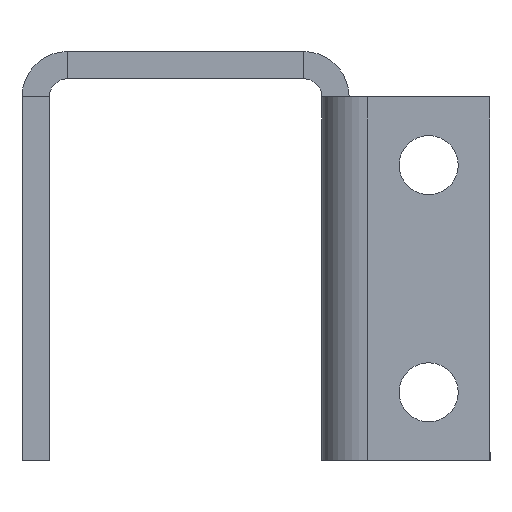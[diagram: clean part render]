
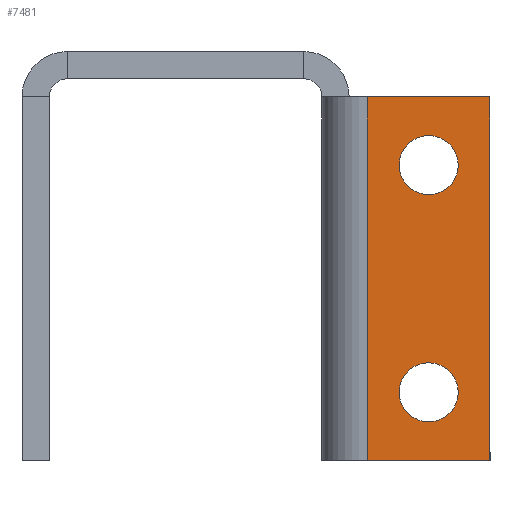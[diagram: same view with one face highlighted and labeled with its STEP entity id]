
A CAD part, left-side view. The second image highlights one B-rep face of the part: STEP entity #7481.
In plain terms, the highlighted planar face has unit normal (-1, 0, 0).
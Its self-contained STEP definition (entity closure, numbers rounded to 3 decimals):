
#24 = VECTOR ( 'NONE', #6567, 1000. ) ;
#272 = PLANE ( 'NONE',  #7919 ) ;
#289 = CARTESIAN_POINT ( 'NONE',  ( -924., -2., -5. ) ) ;
#468 = DIRECTION ( 'NONE',  ( -1., 0., 0. ) ) ;
#591 = AXIS2_PLACEMENT_3D ( 'NONE', #3193, #468, #7869 ) ;
#969 = DIRECTION ( 'NONE',  ( 0., -1., 0. ) ) ;
#1043 = CARTESIAN_POINT ( 'NONE',  ( -924., -8.75, -37.5 ) ) ;
#1059 = CARTESIAN_POINT ( 'NONE',  ( -924., -2., -45. ) ) ;
#1464 = ORIENTED_EDGE ( 'NONE', *, *, #5538, .T. ) ;
#1581 = EDGE_LOOP ( 'NONE', ( #6307, #8641 ) ) ;
#1686 = CARTESIAN_POINT ( 'NONE',  ( -924., -5.5, -37.5 ) ) ;
#1693 = CARTESIAN_POINT ( 'NONE',  ( -924., -15.5, 0. ) ) ;
#1750 = CARTESIAN_POINT ( 'NONE',  ( -924., -12., -37.5 ) ) ;
#1941 = EDGE_LOOP ( 'NONE', ( #5526, #6780 ) ) ;
#1995 = ORIENTED_EDGE ( 'NONE', *, *, #2372, .T. ) ;
#2317 = EDGE_CURVE ( 'NONE', #2635, #4810, #8550, .T. ) ;
#2372 = EDGE_CURVE ( 'NONE', #4810, #2895, #7057, .T. ) ;
#2391 = DIRECTION ( 'NONE',  ( -1., 0., 0. ) ) ;
#2494 = DIRECTION ( 'NONE',  ( 0., 1., 0. ) ) ;
#2529 = EDGE_CURVE ( 'NONE', #3300, #3468, #3552, .T. ) ;
#2635 = VERTEX_POINT ( 'NONE', #1059 ) ;
#2641 = EDGE_CURVE ( 'NONE', #8204, #4490, #8613, .T. ) ;
#2895 = VERTEX_POINT ( 'NONE', #6071 ) ;
#3013 = AXIS2_PLACEMENT_3D ( 'NONE', #1043, #8454, #5097 ) ;
#3016 = EDGE_CURVE ( 'NONE', #3468, #3300, #3558, .T. ) ;
#3141 = VECTOR ( 'NONE', #2494, 1000. ) ;
#3193 = CARTESIAN_POINT ( 'NONE',  ( -924., -8.75, -12.5 ) ) ;
#3223 = CARTESIAN_POINT ( 'NONE',  ( -924., 0., -5. ) ) ;
#3233 = VECTOR ( 'NONE', #5157, 1000. ) ;
#3300 = VERTEX_POINT ( 'NONE', #7279 ) ;
#3468 = VERTEX_POINT ( 'NONE', #7469 ) ;
#3546 = DIRECTION ( 'NONE',  ( 0., 0., -1. ) ) ;
#3552 = CIRCLE ( 'NONE', #5236, 3.25 ) ;
#3558 = CIRCLE ( 'NONE', #591, 3.25 ) ;
#3589 = CARTESIAN_POINT ( 'NONE',  ( -924., -8.75, -12.5 ) ) ;
#3660 = CARTESIAN_POINT ( 'NONE',  ( -924., 0., -45. ) ) ;
#3823 = ORIENTED_EDGE ( 'NONE', *, *, #5962, .F. ) ;
#3888 = CARTESIAN_POINT ( 'NONE',  ( -924., -2., -5. ) ) ;
#4166 = DIRECTION ( 'NONE',  ( 0., -1., 0. ) ) ;
#4301 = VERTEX_POINT ( 'NONE', #289 ) ;
#4459 = CARTESIAN_POINT ( 'NONE',  ( -924., -8.75, -37.5 ) ) ;
#4490 = VERTEX_POINT ( 'NONE', #1686 ) ;
#4672 = AXIS2_PLACEMENT_3D ( 'NONE', #4459, #2391, #969 ) ;
#4810 = VERTEX_POINT ( 'NONE', #7452 ) ;
#4868 = FACE_BOUND ( 'NONE', #1941, .T. ) ;
#4954 = FACE_OUTER_BOUND ( 'NONE', #6215, .T. ) ;
#5097 = DIRECTION ( 'NONE',  ( 0., -1., 0. ) ) ;
#5098 = EDGE_CURVE ( 'NONE', #4490, #8204, #7651, .T. ) ;
#5107 = DIRECTION ( 'NONE',  ( 0., -1., 0. ) ) ;
#5157 = DIRECTION ( 'NONE',  ( 0., 0., 1. ) ) ;
#5236 = AXIS2_PLACEMENT_3D ( 'NONE', #3589, #7545, #4166 ) ;
#5526 = ORIENTED_EDGE ( 'NONE', *, *, #2641, .F. ) ;
#5538 = EDGE_CURVE ( 'NONE', #2895, #4301, #7858, .T. ) ;
#5605 = FACE_BOUND ( 'NONE', #1581, .T. ) ;
#5710 = ORIENTED_EDGE ( 'NONE', *, *, #2317, .T. ) ;
#5962 = EDGE_CURVE ( 'NONE', #2635, #4301, #8426, .T. ) ;
#6071 = CARTESIAN_POINT ( 'NONE',  ( -924., -15.5, -5. ) ) ;
#6215 = EDGE_LOOP ( 'NONE', ( #3823, #5710, #1995, #1464 ) ) ;
#6307 = ORIENTED_EDGE ( 'NONE', *, *, #3016, .F. ) ;
#6567 = DIRECTION ( 'NONE',  ( 0., 0., 1. ) ) ;
#6780 = ORIENTED_EDGE ( 'NONE', *, *, #5098, .F. ) ;
#7057 = LINE ( 'NONE', #1693, #24 ) ;
#7279 = CARTESIAN_POINT ( 'NONE',  ( -924., -5.5, -12.5 ) ) ;
#7452 = CARTESIAN_POINT ( 'NONE',  ( -924., -15.5, -45. ) ) ;
#7469 = CARTESIAN_POINT ( 'NONE',  ( -924., -12., -12.5 ) ) ;
#7481 = ADVANCED_FACE ( 'NONE', ( #4868, #5605, #4954 ), #272, .F. ) ;
#7545 = DIRECTION ( 'NONE',  ( -1., 0., 0. ) ) ;
#7549 = CARTESIAN_POINT ( 'NONE',  ( -924., 0., 0. ) ) ;
#7634 = DIRECTION ( 'NONE',  ( 1., 0., 0. ) ) ;
#7651 = CIRCLE ( 'NONE', #3013, 3.25 ) ;
#7858 = LINE ( 'NONE', #3223, #3141 ) ;
#7869 = DIRECTION ( 'NONE',  ( 0., -1., 0. ) ) ;
#7919 = AXIS2_PLACEMENT_3D ( 'NONE', #7549, #7634, #3546 ) ;
#8190 = VECTOR ( 'NONE', #5107, 1000. ) ;
#8204 = VERTEX_POINT ( 'NONE', #1750 ) ;
#8426 = LINE ( 'NONE', #3888, #3233 ) ;
#8454 = DIRECTION ( 'NONE',  ( -1., 0., 0. ) ) ;
#8550 = LINE ( 'NONE', #3660, #8190 ) ;
#8613 = CIRCLE ( 'NONE', #4672, 3.25 ) ;
#8641 = ORIENTED_EDGE ( 'NONE', *, *, #2529, .F. ) ;
